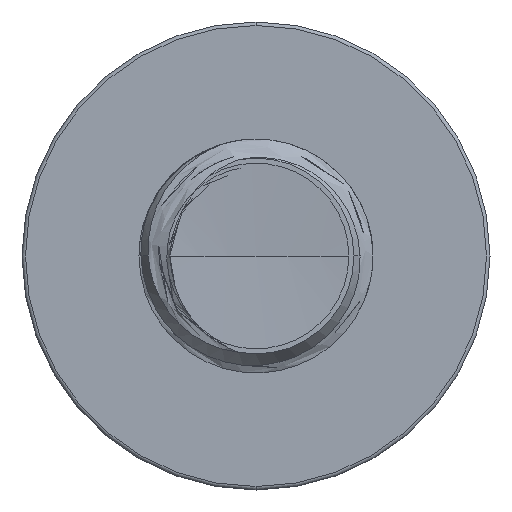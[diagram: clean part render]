
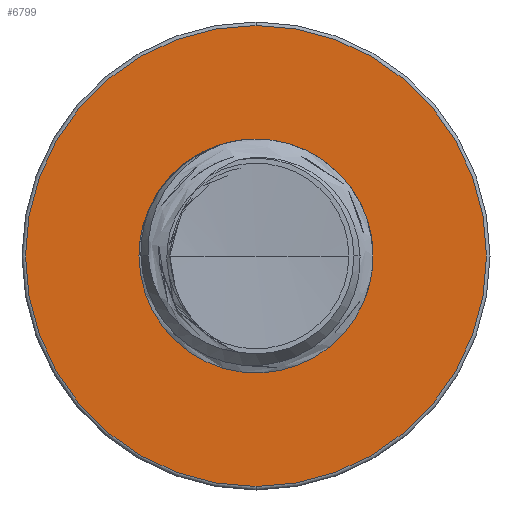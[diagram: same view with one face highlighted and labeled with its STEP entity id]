
A CAD part, front view. The second image highlights one B-rep face of the part: STEP entity #6799.
In plain terms, the highlighted planar face has unit normal (0, -1, 0).
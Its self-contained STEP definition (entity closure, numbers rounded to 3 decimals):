
#246 = AXIS2_PLACEMENT_3D ( 'NONE', #5395, #16056, #6941 ) ;
#1366 = DIRECTION ( 'NONE',  ( 0., 0., -1. ) ) ;
#1424 = CARTESIAN_POINT ( 'NONE',  ( 0., 3.5, 0. ) ) ;
#2124 = CARTESIAN_POINT ( 'NONE',  ( 0., 3.5, -1.576 ) ) ;
#2673 = DIRECTION ( 'NONE',  ( 0., -1., 0. ) ) ;
#2704 = EDGE_LOOP ( 'NONE', ( #10893, #5848 ) ) ;
#2998 = DIRECTION ( 'NONE',  ( 0., 0., -1. ) ) ;
#3790 = ORIENTED_EDGE ( 'NONE', *, *, #16359, .F. ) ;
#4190 = EDGE_LOOP ( 'NONE', ( #7153, #3790 ) ) ;
#4455 = FACE_OUTER_BOUND ( 'NONE', #2704, .T. ) ;
#5395 = CARTESIAN_POINT ( 'NONE',  ( 0., 3.5, 0. ) ) ;
#5848 = ORIENTED_EDGE ( 'NONE', *, *, #6837, .T. ) ;
#6356 = VERTEX_POINT ( 'NONE', #2124 ) ;
#6799 = ADVANCED_FACE ( 'NONE', ( #4455, #8607 ), #15138, .T. ) ;
#6837 = EDGE_CURVE ( 'NONE', #19614, #6356, #8135, .T. ) ;
#6941 = DIRECTION ( 'NONE',  ( 0., 0., -1. ) ) ;
#7153 = ORIENTED_EDGE ( 'NONE', *, *, #14999, .F. ) ;
#7531 = DIRECTION ( 'NONE',  ( 0., 0., -1. ) ) ;
#8135 = CIRCLE ( 'NONE', #18660, 1.576 ) ;
#8607 = FACE_BOUND ( 'NONE', #4190, .T. ) ;
#9247 = CARTESIAN_POINT ( 'NONE',  ( 0., 3.5, -0.786 ) ) ;
#10013 = CIRCLE ( 'NONE', #246, 1.576 ) ;
#10782 = DIRECTION ( 'NONE',  ( 0., -1., 0. ) ) ;
#10893 = ORIENTED_EDGE ( 'NONE', *, *, #19494, .T. ) ;
#11008 = CIRCLE ( 'NONE', #13032, 0.786 ) ;
#11656 = CARTESIAN_POINT ( 'NONE',  ( 0., 3.5, 1.576 ) ) ;
#11698 = CIRCLE ( 'NONE', #11782, 0.786 ) ;
#11782 = AXIS2_PLACEMENT_3D ( 'NONE', #12041, #2673, #13518 ) ;
#12041 = CARTESIAN_POINT ( 'NONE',  ( 0., 3.5, 0. ) ) ;
#12097 = CARTESIAN_POINT ( 'NONE',  ( 0., 3.5, 0.786 ) ) ;
#12348 = DIRECTION ( 'NONE',  ( 0., -1., 0. ) ) ;
#13032 = AXIS2_PLACEMENT_3D ( 'NONE', #1424, #12348, #2998 ) ;
#13518 = DIRECTION ( 'NONE',  ( 0., 0., -1. ) ) ;
#14999 = EDGE_CURVE ( 'NONE', #16387, #19414, #11698, .T. ) ;
#15138 = PLANE ( 'NONE',  #16700 ) ;
#15929 = CARTESIAN_POINT ( 'NONE',  ( 0., 3.5, 0.786 ) ) ;
#16056 = DIRECTION ( 'NONE',  ( 0., -1., 0. ) ) ;
#16359 = EDGE_CURVE ( 'NONE', #19414, #16387, #11008, .T. ) ;
#16387 = VERTEX_POINT ( 'NONE', #9247 ) ;
#16611 = DIRECTION ( 'NONE',  ( 0., -1., 0. ) ) ;
#16700 = AXIS2_PLACEMENT_3D ( 'NONE', #12097, #16611, #7531 ) ;
#18660 = AXIS2_PLACEMENT_3D ( 'NONE', #19553, #10782, #1366 ) ;
#19414 = VERTEX_POINT ( 'NONE', #15929 ) ;
#19494 = EDGE_CURVE ( 'NONE', #6356, #19614, #10013, .T. ) ;
#19553 = CARTESIAN_POINT ( 'NONE',  ( 0., 3.5, 0. ) ) ;
#19614 = VERTEX_POINT ( 'NONE', #11656 ) ;
